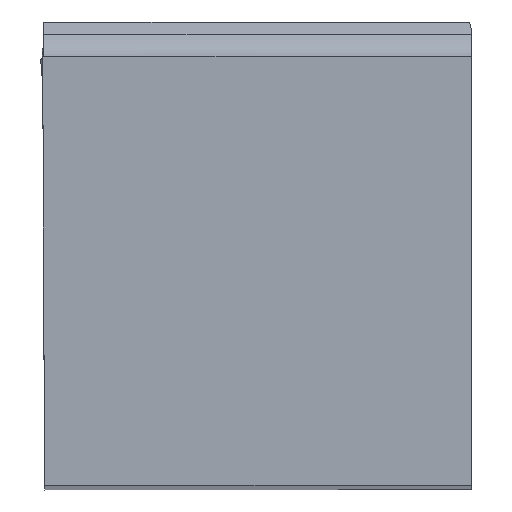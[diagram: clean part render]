
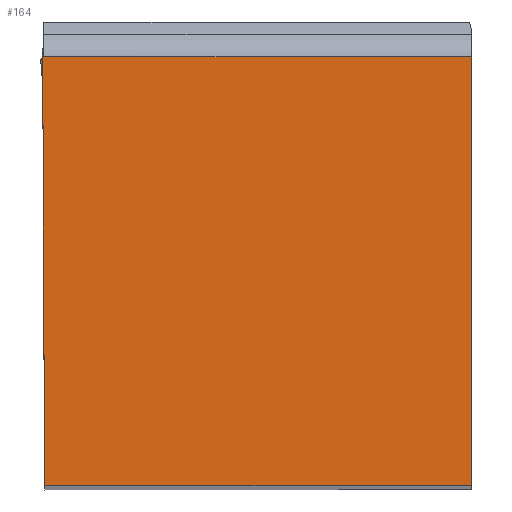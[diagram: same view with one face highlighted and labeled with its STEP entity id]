
A CAD part, top view. The second image highlights one B-rep face of the part: STEP entity #164.
In plain terms, the highlighted planar face has unit normal (0, 0, 1).
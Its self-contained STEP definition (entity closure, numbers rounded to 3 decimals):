
#164=ADVANCED_FACE('CU_BACK_SU1',(#274),#236,.F.);
#236=PLANE('',#1540);
#274=FACE_OUTER_BOUND('',#347,.T.);
#347=EDGE_LOOP('',(#503,#504,#505,#506));
#503=ORIENTED_EDGE('',*,*,#989,.T.);
#504=ORIENTED_EDGE('',*,*,#1006,.T.);
#505=ORIENTED_EDGE('',*,*,#1026,.T.);
#506=ORIENTED_EDGE('',*,*,#1027,.F.);
#860=VERTEX_POINT('',#2090);
#861=VERTEX_POINT('',#2092);
#876=VERTEX_POINT('',#2126);
#895=VERTEX_POINT('',#2183);
#989=EDGE_CURVE('',#861,#860,#1187,.T.);
#1006=EDGE_CURVE('',#860,#876,#1200,.T.);
#1026=EDGE_CURVE('',#876,#895,#1213,.T.);
#1027=EDGE_CURVE('',#861,#895,#1214,.T.);
#1187=LINE('',#2091,#1315);
#1200=LINE('',#2127,#1328);
#1213=LINE('',#2182,#1341);
#1214=LINE('',#2184,#1342);
#1315=VECTOR('',#1674,1.);
#1328=VECTOR('',#1701,1.);
#1341=VECTOR('',#1730,1.);
#1342=VECTOR('',#1731,1.);
#1540=AXIS2_PLACEMENT_3D('',#2185,#1732,#1733);
#1674=DIRECTION('',(1.,0.,0.));
#1701=DIRECTION('',(0.,1.,0.));
#1730=DIRECTION('',(-1.,0.,0.));
#1731=DIRECTION('',(-0.004,1.,0.));
#1732=DIRECTION('',(0.,0.,-1.));
#1733=DIRECTION('',(-1.,0.,0.));
#2090=CARTESIAN_POINT('',(0.,0.,0.));
#2091=CARTESIAN_POINT('',(22.995,0.,0.));
#2092=CARTESIAN_POINT('',(-19.813,0.,0.));
#2126=CARTESIAN_POINT('',(0.,19.9,0.));
#2127=CARTESIAN_POINT('',(0.,39.9,0.));
#2182=CARTESIAN_POINT('',(22.995,19.9,0.));
#2183=CARTESIAN_POINT('',(-19.9,19.9,0.));
#2184=CARTESIAN_POINT('',(-19.986,39.712,0.));
#2185=CARTESIAN_POINT('',(22.995,39.9,0.));
